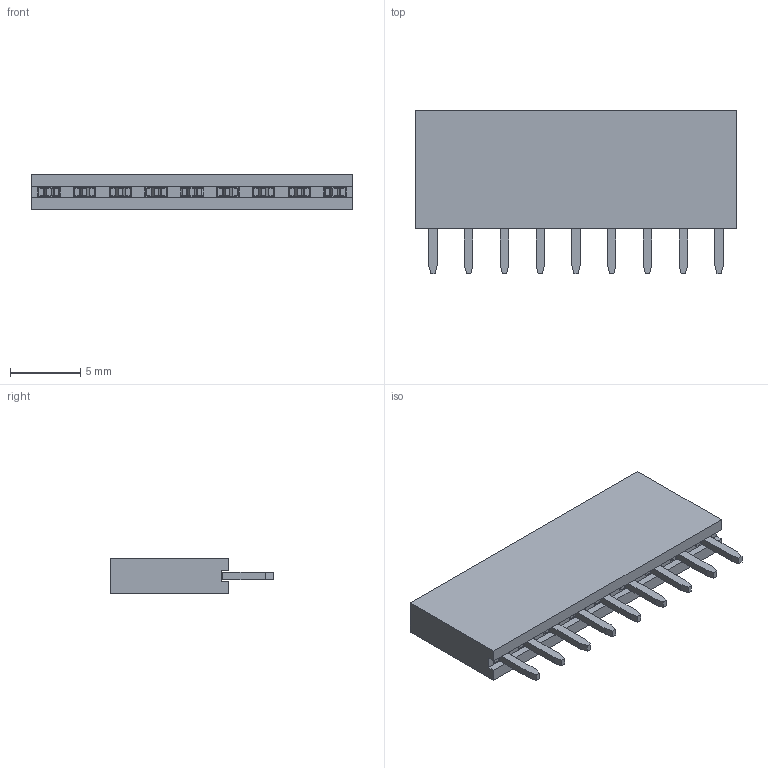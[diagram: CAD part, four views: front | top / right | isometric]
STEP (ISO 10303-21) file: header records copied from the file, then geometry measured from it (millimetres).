
FILE_DESCRIPTION((''),'2;1');
FILE_NAME('PBS-9.stp','2019-11-02T10:47:00',('Shuvalov'),(''),'Autodesk Inventor 2011','Autodesk Inventor 2011','');
FILE_SCHEMA(('CONFIG_CONTROL_DESIGN'));
Length unit declared in the file: millimetre
Products named in the file (1): PBS-9
Bounding box: 22.86 x 11.6 x 2.54 mm (x, y, z)
Volume: 447.9 mm3; surface area: 863.4 mm2
Topology: 10 solids, 10 shells, 280 faces, 690 edges, 448 vertices
Faces by surface type: plane 244, cylinder 36
Entity records: 8312 total; most frequent: CARTESIAN_POINT 1419, ORIENTED_EDGE 1380, DIRECTION 1324, EDGE_CURVE 690, VECTOR 618, LINE 618, VERTEX_POINT 448, AXIS2_PLACEMENT_3D 353
